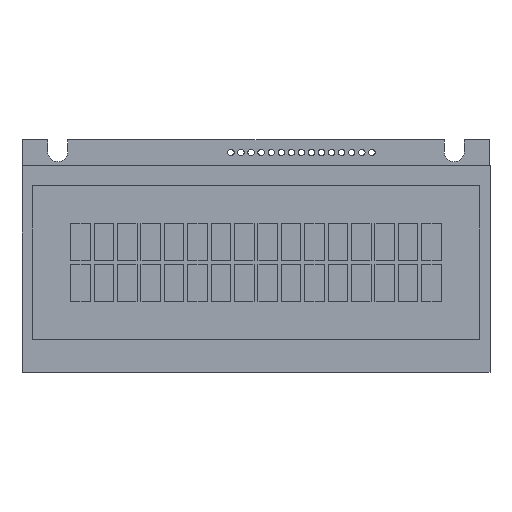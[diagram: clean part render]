
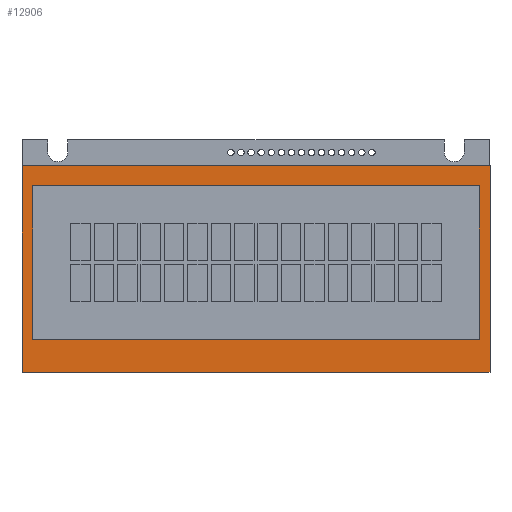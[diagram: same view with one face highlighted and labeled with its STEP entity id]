
A CAD part, top view. The second image highlights one B-rep face of the part: STEP entity #12906.
In plain terms, the highlighted planar face has unit normal (0, 0, 1).
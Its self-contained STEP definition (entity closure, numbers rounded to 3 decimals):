
#263 = EDGE_CURVE ( 'NONE', #392, #420, #3758, .T. ) ;
#271 = ORIENTED_EDGE ( 'NONE', *, *, #419, .F. ) ;
#297 = EDGE_CURVE ( 'NONE', #382, #394, #3829, .T. ) ;
#382 = VERTEX_POINT ( 'NONE', #4089 ) ;
#384 = ORIENTED_EDGE ( 'NONE', *, *, #263, .F. ) ;
#390 = ORIENTED_EDGE ( 'NONE', *, *, #297, .F. ) ;
#392 = VERTEX_POINT ( 'NONE', #4130 ) ;
#394 = VERTEX_POINT ( 'NONE', #4131 ) ;
#419 = EDGE_CURVE ( 'NONE', #420, #382, #4152, .T. ) ;
#420 = VERTEX_POINT ( 'NONE', #4153 ) ;
#3750 = DIRECTION ( 'NONE',  ( 1., 0., 0. ) ) ;
#3751 = VECTOR ( 'NONE', #3750, 1000. ) ;
#3752 = CARTESIAN_POINT ( 'NONE',  ( -28.15, 4.1, 3.5 ) ) ;
#3758 = LINE ( 'NONE', #3752, #3751 ) ;
#3815 = VECTOR ( 'NONE', #3827, 1000. ) ;
#3827 = DIRECTION ( 'NONE',  ( -1., 0., 0. ) ) ;
#3828 = CARTESIAN_POINT ( 'NONE',  ( -28.15, 23.5, 3.5 ) ) ;
#3829 = LINE ( 'NONE', #3828, #3815 ) ;
#4089 = CARTESIAN_POINT ( 'NONE',  ( 28.15, 23.5, 3.5 ) ) ;
#4102 = CARTESIAN_POINT ( 'NONE',  ( 28.15, 23.5, 3.5 ) ) ;
#4130 = CARTESIAN_POINT ( 'NONE',  ( -28.15, 4.1, 3.5 ) ) ;
#4131 = CARTESIAN_POINT ( 'NONE',  ( -28.15, 23.5, 3.5 ) ) ;
#4145 = DIRECTION ( 'NONE',  ( 0., 1., 0. ) ) ;
#4146 = VECTOR ( 'NONE', #4145, 1000. ) ;
#4152 = LINE ( 'NONE', #4102, #4146 ) ;
#4153 = CARTESIAN_POINT ( 'NONE',  ( 28.15, 4.1, 3.5 ) ) ;
#12205 = DIRECTION ( 'NONE',  ( -1., 0., 0. ) ) ;
#12206 = VECTOR ( 'NONE', #12205, 1000. ) ;
#12212 = DIRECTION ( 'NONE',  ( 0., 1., 0. ) ) ;
#12213 = VECTOR ( 'NONE', #12212, 1000. ) ;
#12214 = CARTESIAN_POINT ( 'NONE',  ( 29.5, 0., 3.5 ) ) ;
#12215 = LINE ( 'NONE', #12214, #12213 ) ;
#12219 = CARTESIAN_POINT ( 'NONE',  ( -29.5, 26., 3.5 ) ) ;
#12220 = LINE ( 'NONE', #12219, #12206 ) ;
#12243 = DIRECTION ( 'NONE',  ( 0., -1., 0. ) ) ;
#12244 = VECTOR ( 'NONE', #12243, 1000. ) ;
#12245 = CARTESIAN_POINT ( 'NONE',  ( -28.15, 23.5, 3.5 ) ) ;
#12246 = LINE ( 'NONE', #12245, #12244 ) ;
#12488 = AXIS2_PLACEMENT_3D ( 'NONE', #12501, #12500, #12556 ) ;
#12490 = FACE_OUTER_BOUND ( 'NONE', #12879, .T. ) ;
#12500 = DIRECTION ( 'NONE',  ( 0., 0., -1. ) ) ;
#12501 = CARTESIAN_POINT ( 'NONE',  ( -29.5, 26., 3.5 ) ) ;
#12502 = CARTESIAN_POINT ( 'NONE',  ( -29.5, 26., 3.5 ) ) ;
#12516 = CARTESIAN_POINT ( 'NONE',  ( -29.5, 0., 3.5 ) ) ;
#12522 = FACE_BOUND ( 'NONE', #12793, .T. ) ;
#12523 = CARTESIAN_POINT ( 'NONE',  ( 29.5, 26., 3.5 ) ) ;
#12524 = PLANE ( 'NONE',  #12488 ) ;
#12541 = VECTOR ( 'NONE', #12582, 1000. ) ;
#12544 = DIRECTION ( 'NONE',  ( 1., 0., 0. ) ) ;
#12545 = VECTOR ( 'NONE', #12544, 1000. ) ;
#12548 = CARTESIAN_POINT ( 'NONE',  ( -29.5, 0., 3.5 ) ) ;
#12549 = LINE ( 'NONE', #12548, #12545 ) ;
#12556 = DIRECTION ( 'NONE',  ( -1., 0., 0. ) ) ;
#12571 = CARTESIAN_POINT ( 'NONE',  ( -29.5, 0., 3.5 ) ) ;
#12582 = DIRECTION ( 'NONE',  ( 0., -1., 0. ) ) ;
#12586 = LINE ( 'NONE', #12516, #12541 ) ;
#12609 = CARTESIAN_POINT ( 'NONE',  ( 29.5, 0., 3.5 ) ) ;
#12793 = EDGE_LOOP ( 'NONE', ( #12914, #390, #271, #384 ) ) ;
#12795 = ORIENTED_EDGE ( 'NONE', *, *, #12808, .T. ) ;
#12806 = EDGE_CURVE ( 'NONE', #12930, #12908, #12215, .T. ) ;
#12808 = EDGE_CURVE ( 'NONE', #12908, #12907, #12220, .T. ) ;
#12814 = ORIENTED_EDGE ( 'NONE', *, *, #12806, .T. ) ;
#12815 = EDGE_CURVE ( 'NONE', #394, #392, #12246, .T. ) ;
#12879 = EDGE_LOOP ( 'NONE', ( #12916, #12921, #12814, #12795 ) ) ;
#12906 = ADVANCED_FACE ( 'NONE', ( #12490, #12522 ), #12524, .F. ) ;
#12907 = VERTEX_POINT ( 'NONE', #12502 ) ;
#12908 = VERTEX_POINT ( 'NONE', #12523 ) ;
#12912 = EDGE_CURVE ( 'NONE', #12927, #12930, #12549, .T. ) ;
#12914 = ORIENTED_EDGE ( 'NONE', *, *, #12815, .F. ) ;
#12915 = EDGE_CURVE ( 'NONE', #12907, #12927, #12586, .T. ) ;
#12916 = ORIENTED_EDGE ( 'NONE', *, *, #12915, .T. ) ;
#12921 = ORIENTED_EDGE ( 'NONE', *, *, #12912, .T. ) ;
#12927 = VERTEX_POINT ( 'NONE', #12571 ) ;
#12930 = VERTEX_POINT ( 'NONE', #12609 ) ;
